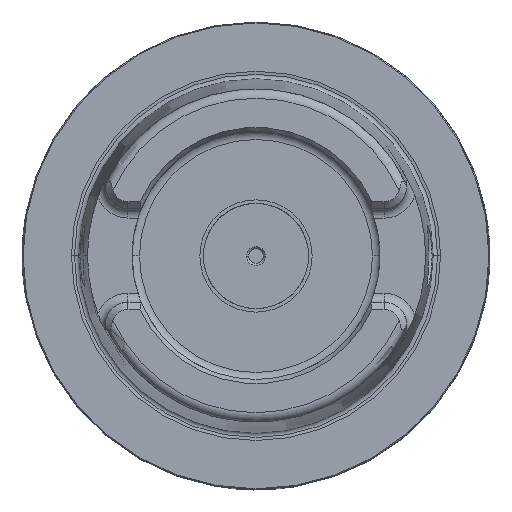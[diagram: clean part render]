
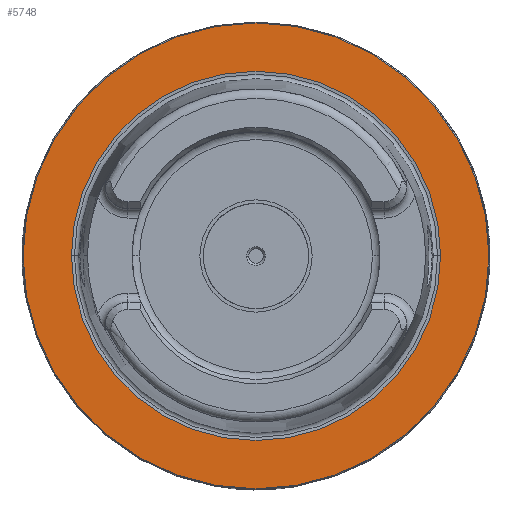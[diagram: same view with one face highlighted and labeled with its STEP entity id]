
A CAD part, top view. The second image highlights one B-rep face of the part: STEP entity #5748.
In plain terms, the highlighted planar face has unit normal (0, 0, 1).
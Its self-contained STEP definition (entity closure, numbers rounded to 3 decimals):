
#1745=CARTESIAN_POINT('',(0.,0.,0.));
#1746=DIRECTION('',(0.,0.,1.));
#1747=DIRECTION('',(1.,0.,0.));
#1748=AXIS2_PLACEMENT_3D('',#1745,#1746,#1747);
#1761=CARTESIAN_POINT('',(0.,0.,0.));
#1762=DIRECTION('',(0.,0.,-1.));
#1763=DIRECTION('',(1.,0.,0.));
#1764=AXIS2_PLACEMENT_3D('',#1761,#1762,#1763);
#1783=CARTESIAN_POINT('',(0.,0.,0.));
#1784=DIRECTION('',(0.,0.,1.));
#1785=DIRECTION('',(1.,0.,0.));
#1786=AXIS2_PLACEMENT_3D('',#1783,#1784,#1785);
#4204=CARTESIAN_POINT('',(0.,0.,0.));
#4205=DIRECTION('',(0.,0.,-1.));
#4206=DIRECTION('',(1.,0.,0.));
#4207=AXIS2_PLACEMENT_3D('',#4204,#4205,#4206);
#4234=CARTESIAN_POINT('',(39.464,0.,0.));
#4236=VERTEX_POINT('',#4234);
#4246=CARTESIAN_POINT('',(-39.464,0.,0.));
#4248=VERTEX_POINT('',#4246);
#4456=CARTESIAN_POINT('',(49.8,0.,0.));
#4457=CARTESIAN_POINT('',(-49.8,0.,0.));
#4458=VERTEX_POINT('',#4456);
#4459=VERTEX_POINT('',#4457);
#5732=CARTESIAN_POINT('',(0.,0.,0.));
#5733=DIRECTION('',(0.,0.,-1.));
#5734=DIRECTION('',(-1.,0.,0.));
#5735=AXIS2_PLACEMENT_3D('',#5732,#5733,#5734);
#5736=PLANE('',#5735);
#5737=ORIENTED_EDGE('',*,*,#5722,.F.);
#5739=ORIENTED_EDGE('',*,*,#5738,.T.);
#5740=EDGE_LOOP('',(#5737,#5739));
#5741=FACE_OUTER_BOUND('',#5740,.F.);
#5743=ORIENTED_EDGE('',*,*,#5742,.F.);
#5745=ORIENTED_EDGE('',*,*,#5744,.T.);
#5746=EDGE_LOOP('',(#5743,#5745));
#5747=FACE_BOUND('',#5746,.F.);
#1749=CIRCLE('',#1748,49.8);
#1765=CIRCLE('',#1764,39.464);
#1787=CIRCLE('',#1786,39.464);
#4208=CIRCLE('',#4207,49.8);
#5722=EDGE_CURVE('',#4458,#4459,#1749,.T.);
#5738=EDGE_CURVE('',#4458,#4459,#4208,.T.);
#5742=EDGE_CURVE('',#4236,#4248,#1765,.T.);
#5744=EDGE_CURVE('',#4236,#4248,#1787,.T.);
#5748=ADVANCED_FACE('',(#5741,#5747),#5736,.F.);
